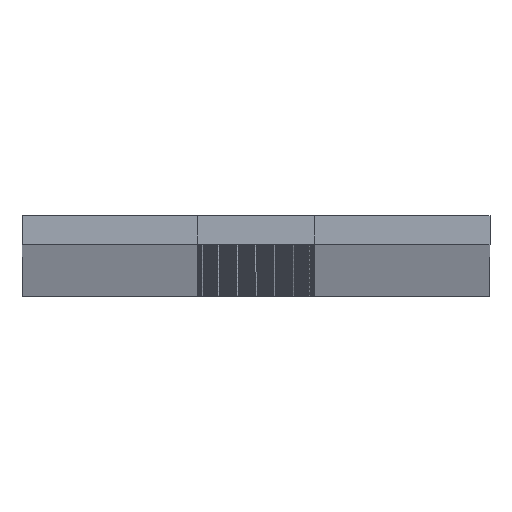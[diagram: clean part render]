
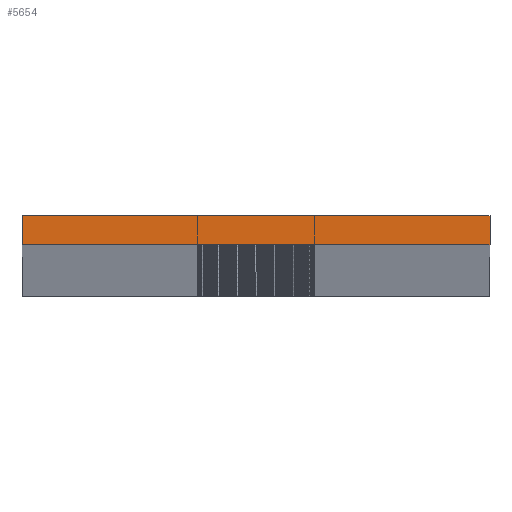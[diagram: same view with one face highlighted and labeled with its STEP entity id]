
A CAD part, top view. The second image highlights one B-rep face of the part: STEP entity #5654.
In plain terms, the highlighted planar face has unit normal (0, 0, 1).
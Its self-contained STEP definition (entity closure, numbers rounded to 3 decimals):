
#269=PLANE('',#6187);
#527=FACE_OUTER_BOUND('',#785,.T.);
#785=EDGE_LOOP('',(#4498,#4499,#4500,#4501));
#1421=LINE('',#9249,#1937);
#1426=LINE('',#9260,#1942);
#1428=LINE('',#9263,#1944);
#1429=LINE('',#9264,#1945);
#1937=VECTOR('',#7709,10.);
#1942=VECTOR('',#7718,10.);
#1944=VECTOR('',#7722,10.);
#1945=VECTOR('',#7723,10.);
#2702=VERTEX_POINT('',#9242);
#2705=VERTEX_POINT('',#9247);
#2708=VERTEX_POINT('',#9257);
#2709=VERTEX_POINT('',#9259);
#3469=EDGE_CURVE('',#2705,#2702,#1421,.T.);
#3474=EDGE_CURVE('',#2709,#2708,#1426,.T.);
#3476=EDGE_CURVE('',#2708,#2702,#1428,.T.);
#3477=EDGE_CURVE('',#2709,#2705,#1429,.T.);
#4498=ORIENTED_EDGE('',*,*,#3476,.T.);
#4499=ORIENTED_EDGE('',*,*,#3469,.F.);
#4500=ORIENTED_EDGE('',*,*,#3477,.F.);
#4501=ORIENTED_EDGE('',*,*,#3474,.T.);
#5654=ADVANCED_FACE('',(#527),#269,.T.);
#6187=AXIS2_PLACEMENT_3D('',#9262,#7720,#7721);
#7709=DIRECTION('',(0.,1.,0.));
#7718=DIRECTION('',(0.,1.,0.));
#7720=DIRECTION('center_axis',(0.,0.,1.));
#7721=DIRECTION('ref_axis',(1.,0.,0.));
#7722=DIRECTION('',(-1.,0.,0.));
#7723=DIRECTION('',(-1.,0.,0.));
#9242=CARTESIAN_POINT('',(-40.,2.5,0.));
#9247=CARTESIAN_POINT('',(-40.,0.,0.));
#9249=CARTESIAN_POINT('',(-40.,0.,0.));
#9257=CARTESIAN_POINT('',(0.,2.5,0.));
#9259=CARTESIAN_POINT('',(0.,0.,0.));
#9260=CARTESIAN_POINT('',(0.,0.,0.));
#9262=CARTESIAN_POINT('Origin',(0.,0.,0.));
#9263=CARTESIAN_POINT('',(0.,2.5,0.));
#9264=CARTESIAN_POINT('',(0.,0.,0.));
